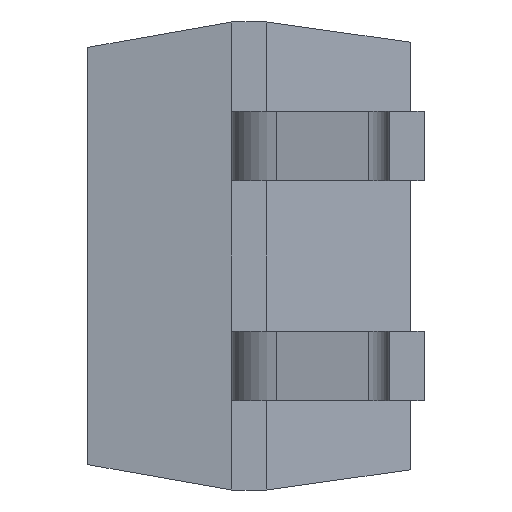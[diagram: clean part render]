
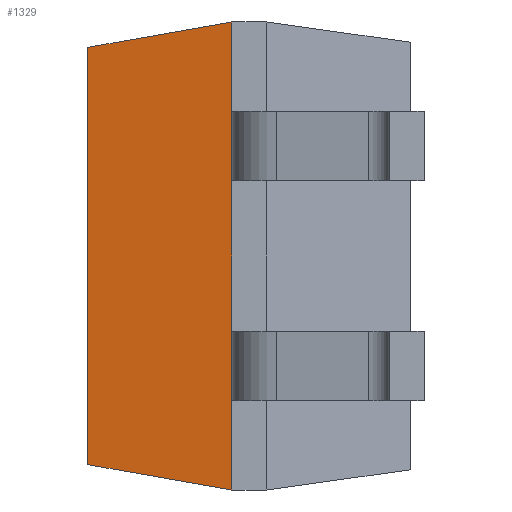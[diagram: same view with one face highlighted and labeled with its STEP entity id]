
A CAD part, left-side view. The second image highlights one B-rep face of the part: STEP entity #1329.
In plain terms, the highlighted planar face has unit normal (-0.99, 0.139, 0).
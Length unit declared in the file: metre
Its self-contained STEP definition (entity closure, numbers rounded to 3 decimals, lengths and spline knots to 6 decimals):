
#237=ORIENTED_EDGE('',*,*,#526,.T.);
#238=ORIENTED_EDGE('',*,*,#456,.F.);
#239=ORIENTED_EDGE('',*,*,#527,.T.);
#240=ORIENTED_EDGE('',*,*,#528,.T.);
#241=ORIENTED_EDGE('',*,*,#513,.T.);
#242=ORIENTED_EDGE('',*,*,#525,.F.);
#243=ORIENTED_EDGE('',*,*,#514,.F.);
#244=ORIENTED_EDGE('',*,*,#519,.T.);
#456=EDGE_CURVE('',#629,#630,#744,.T.);
#513=EDGE_CURVE('',#669,#658,#792,.T.);
#514=EDGE_CURVE('',#670,#671,#793,.T.);
#519=EDGE_CURVE('',#670,#665,#797,.T.);
#525=EDGE_CURVE('',#671,#658,#803,.T.);
#526=EDGE_CURVE('',#665,#630,#804,.T.);
#527=EDGE_CURVE('',#629,#676,#805,.T.);
#528=EDGE_CURVE('',#676,#669,#806,.T.);
#629=VERTEX_POINT('',#2341);
#630=VERTEX_POINT('',#2343);
#658=VERTEX_POINT('',#2433);
#665=VERTEX_POINT('',#2449);
#669=VERTEX_POINT('',#2458);
#670=VERTEX_POINT('',#2463);
#671=VERTEX_POINT('',#2464);
#676=VERTEX_POINT('',#2486);
#744=LINE('',#2342,#892);
#792=LINE('',#2460,#940);
#793=LINE('',#2462,#941);
#797=LINE('',#2473,#945);
#803=LINE('',#2482,#951);
#804=LINE('',#2484,#952);
#805=LINE('',#2485,#953);
#806=LINE('',#2487,#954);
#892=VECTOR('',#1978,1.);
#940=VECTOR('',#2086,1.);
#941=VECTOR('',#2089,1.);
#945=VECTOR('',#2097,1.);
#951=VECTOR('',#2107,1.);
#952=VECTOR('',#2110,1.);
#953=VECTOR('',#2111,1.);
#954=VECTOR('',#2112,1.);
#1055=EDGE_LOOP('',(#237,#238,#239,#240,#241,#242,#243,#244));
#1129=FACE_BOUND('',#1055,.T.);
#1194=PLANE('',#1866);
#1329=ADVANCED_FACE('',(#1129),#1194,.T.);
#1866=AXIS2_PLACEMENT_3D('',#2483,#2108,#2109);
#1978=DIRECTION('',(0.,0.,-1.));
#2086=DIRECTION('',(0.,0.,1.));
#2089=DIRECTION('',(0.,0.,1.));
#2097=DIRECTION('',(-0.137,-0.976,-0.172));
#2107=DIRECTION('',(-0.137,-0.976,0.172));
#2108=DIRECTION('',(-0.99,0.139,0.));
#2109=DIRECTION('',(-0.139,-0.99,0.));
#2110=DIRECTION('',(0.,0.,1.));
#2111=DIRECTION('',(0.,0.,1.));
#2112=DIRECTION('',(0.,0.,1.));
#2341=CARTESIAN_POINT('',(-0.0022,0.,-0.000435));
#2342=CARTESIAN_POINT('',(-0.0022,0.,0.000835));
#2343=CARTESIAN_POINT('',(-0.0022,0.,-0.000835));
#2433=CARTESIAN_POINT('',(-0.0022,0.,0.00135));
#2449=CARTESIAN_POINT('',(-0.0022,0.,-0.00135));
#2458=CARTESIAN_POINT('',(-0.0022,0.,0.000835));
#2460=CARTESIAN_POINT('',(-0.0022,0.,0.));
#2462=CARTESIAN_POINT('',(-0.002083,0.00083,0.));
#2463=CARTESIAN_POINT('',(-0.002083,0.00083,-0.001204));
#2464=CARTESIAN_POINT('',(-0.002083,0.00083,0.001204));
#2473=CARTESIAN_POINT('',(-0.002168,0.000227,-0.00131));
#2482=CARTESIAN_POINT('',(-0.002159,0.000294,0.001298));
#2483=CARTESIAN_POINT('',(-0.0022,0.,0.));
#2484=CARTESIAN_POINT('',(-0.0022,0.,0.));
#2485=CARTESIAN_POINT('',(-0.0022,0.,0.));
#2486=CARTESIAN_POINT('',(-0.0022,0.,0.000435));
#2487=CARTESIAN_POINT('',(-0.0022,0.,0.));
